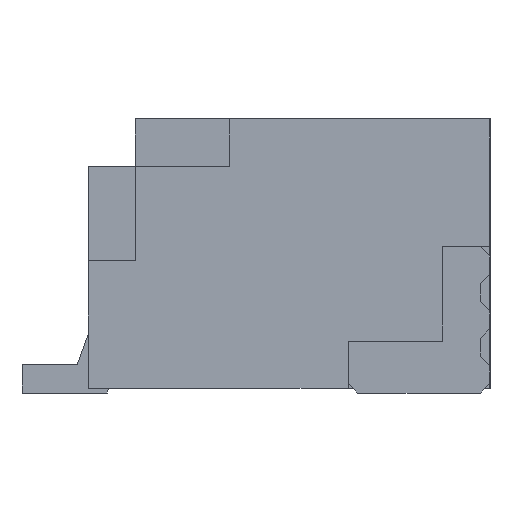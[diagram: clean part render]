
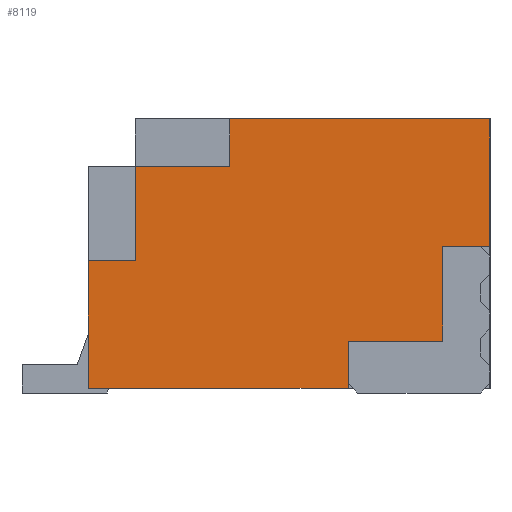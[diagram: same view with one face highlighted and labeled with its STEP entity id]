
A CAD part, left-side view. The second image highlights one B-rep face of the part: STEP entity #8119.
In plain terms, the highlighted planar face has unit normal (-1, 0, 0).
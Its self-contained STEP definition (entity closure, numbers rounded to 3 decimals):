
#258=FACE_OUTER_BOUND('',#690,.T.);
#690=EDGE_LOOP('',(#6211,#6212,#6213,#6214,#6215,#6216,#6217,#6218,#6219,
#6220,#6221,#6222));
#1372=LINE('',#11646,#2496);
#1402=LINE('',#11707,#2526);
#1452=LINE('',#11809,#2576);
#1457=LINE('',#11818,#2581);
#1459=LINE('',#11822,#2583);
#1460=LINE('',#11825,#2584);
#1463=LINE('',#11831,#2587);
#1467=LINE('',#11839,#2591);
#1470=LINE('',#11845,#2594);
#1480=LINE('',#11863,#2604);
#1543=LINE('',#11989,#2667);
#1544=LINE('',#11991,#2668);
#2496=VECTOR('',#9550,2.75);
#2526=VECTOR('',#9598,1.35);
#2576=VECTOR('',#9680,0.5);
#2581=VECTOR('',#9687,1.);
#2583=VECTOR('',#9691,1.);
#2584=VECTOR('',#9694,0.5);
#2587=VECTOR('',#9699,1.);
#2591=VECTOR('',#9707,1.);
#2594=VECTOR('',#9712,0.5);
#2604=VECTOR('',#9730,0.5);
#2667=VECTOR('',#9797,1.35);
#2668=VECTOR('',#9800,2.75);
#3468=VERTEX_POINT('',#11643);
#3469=VERTEX_POINT('',#11645);
#3486=VERTEX_POINT('',#11695);
#3526=VERTEX_POINT('',#11806);
#3527=VERTEX_POINT('',#11808);
#3530=VERTEX_POINT('',#11816);
#3531=VERTEX_POINT('',#11820);
#3532=VERTEX_POINT('',#11824);
#3534=VERTEX_POINT('',#11830);
#3536=VERTEX_POINT('',#11838);
#3538=VERTEX_POINT('',#11844);
#3603=VERTEX_POINT('',#11987);
#4370=EDGE_CURVE('',#3469,#3468,#1372,.T.);
#4400=EDGE_CURVE('',#3486,#3469,#1402,.T.);
#4450=EDGE_CURVE('',#3527,#3526,#1452,.T.);
#4455=EDGE_CURVE('',#3526,#3530,#1457,.T.);
#4457=EDGE_CURVE('',#3530,#3531,#1459,.T.);
#4458=EDGE_CURVE('',#3468,#3532,#1460,.T.);
#4461=EDGE_CURVE('',#3532,#3534,#1463,.T.);
#4465=EDGE_CURVE('',#3534,#3536,#1467,.T.);
#4468=EDGE_CURVE('',#3536,#3538,#1470,.T.);
#4478=EDGE_CURVE('',#3531,#3486,#1480,.T.);
#4541=EDGE_CURVE('',#3538,#3603,#1543,.T.);
#4542=EDGE_CURVE('',#3603,#3527,#1544,.T.);
#6211=ORIENTED_EDGE('',*,*,#4458,.T.);
#6212=ORIENTED_EDGE('',*,*,#4461,.T.);
#6213=ORIENTED_EDGE('',*,*,#4465,.T.);
#6214=ORIENTED_EDGE('',*,*,#4468,.T.);
#6215=ORIENTED_EDGE('',*,*,#4541,.T.);
#6216=ORIENTED_EDGE('',*,*,#4542,.T.);
#6217=ORIENTED_EDGE('',*,*,#4450,.T.);
#6218=ORIENTED_EDGE('',*,*,#4455,.T.);
#6219=ORIENTED_EDGE('',*,*,#4457,.T.);
#6220=ORIENTED_EDGE('',*,*,#4478,.T.);
#6221=ORIENTED_EDGE('',*,*,#4400,.T.);
#6222=ORIENTED_EDGE('',*,*,#4370,.T.);
#7490=PLANE('',#8536);
#8119=ADVANCED_FACE('',(#258),#7490,.T.);
#8536=AXIS2_PLACEMENT_3D('',#11990,#9798,#9799);
#9550=DIRECTION('',(0.,1.,0.));
#9598=DIRECTION('',(0.,0.,1.));
#9680=DIRECTION('',(0.,0.,1.));
#9687=DIRECTION('',(0.,-1.,0.));
#9691=DIRECTION('',(0.,0.,1.));
#9694=DIRECTION('',(0.,0.,-1.));
#9699=DIRECTION('',(0.,1.,0.));
#9707=DIRECTION('',(0.,0.,-1.));
#9712=DIRECTION('',(0.,1.,0.));
#9730=DIRECTION('',(0.,-1.,0.));
#9797=DIRECTION('',(0.,0.,-1.));
#9798=DIRECTION('center_axis',(-1.,0.,0.));
#9799=DIRECTION('ref_axis',(0.,0.,1.));
#9800=DIRECTION('',(0.,-1.,0.));
#11643=CARTESIAN_POINT('',(-8.,-1.5,2.9));
#11645=CARTESIAN_POINT('',(-8.,-4.25,2.9));
#11646=CARTESIAN_POINT('',(-8.,-4.25,2.9));
#11695=CARTESIAN_POINT('',(-8.,-4.25,1.55));
#11707=CARTESIAN_POINT('',(-8.,-4.25,0.05));
#11806=CARTESIAN_POINT('',(-8.,-2.75,0.55));
#11808=CARTESIAN_POINT('',(-8.,-2.75,0.05));
#11809=CARTESIAN_POINT('',(-8.,-2.75,1.006));
#11816=CARTESIAN_POINT('',(-8.,-3.75,0.55));
#11818=CARTESIAN_POINT('',(-8.,-2.861,0.55));
#11820=CARTESIAN_POINT('',(-8.,-3.75,1.55));
#11822=CARTESIAN_POINT('',(-8.,-3.75,1.506));
#11824=CARTESIAN_POINT('',(-8.,-1.5,2.4));
#11825=CARTESIAN_POINT('',(-8.,-1.5,1.931));
#11830=CARTESIAN_POINT('',(-8.,-0.5,2.4));
#11831=CARTESIAN_POINT('',(-8.,-1.236,2.4));
#11838=CARTESIAN_POINT('',(-8.,-0.5,1.4));
#11839=CARTESIAN_POINT('',(-8.,-0.5,1.431));
#11844=CARTESIAN_POINT('',(-8.,0.,1.4));
#11845=CARTESIAN_POINT('',(-8.,-0.986,1.4));
#11863=CARTESIAN_POINT('',(-8.,-3.111,1.55));
#11987=CARTESIAN_POINT('',(-8.,0.,0.05));
#11989=CARTESIAN_POINT('',(-8.,0.,2.4));
#11990=CARTESIAN_POINT('Origin',(-8.,-1.972,1.463));
#11991=CARTESIAN_POINT('',(-8.,0.,0.05));
